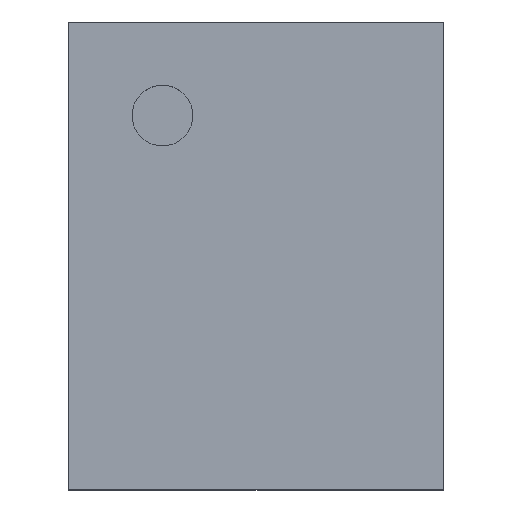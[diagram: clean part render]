
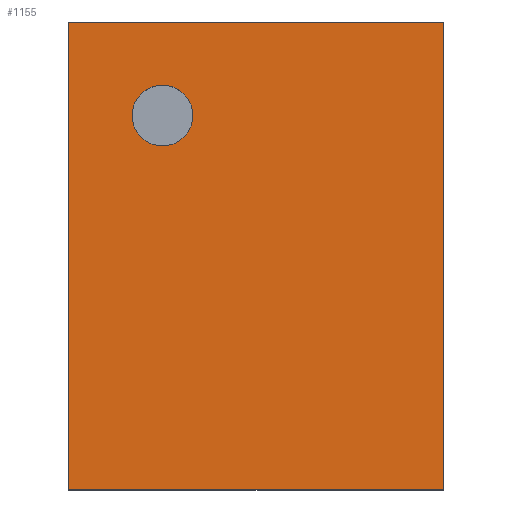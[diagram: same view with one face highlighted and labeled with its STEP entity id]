
A CAD part, top view. The second image highlights one B-rep face of the part: STEP entity #1155.
In plain terms, the highlighted planar face has unit normal (0, 0, 1).
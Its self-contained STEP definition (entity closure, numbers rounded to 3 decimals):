
#31=FACE_BOUND('',#183,.T.);
#38=PLANE('',#1251);
#110=FACE_OUTER_BOUND('',#182,.T.);
#182=EDGE_LOOP('',(#854,#855,#856,#857));
#183=EDGE_LOOP('',(#858));
#254=LINE('',#1644,#411);
#257=LINE('',#1649,#414);
#258=LINE('',#1652,#415);
#260=LINE('',#1655,#417);
#411=VECTOR('',#1336,10.);
#414=VECTOR('',#1341,10.);
#415=VECTOR('',#1344,10.);
#417=VECTOR('',#1348,10.);
#562=CIRCLE('',#1243,0.325);
#564=VERTEX_POINT('',#1625);
#570=VERTEX_POINT('',#1641);
#571=VERTEX_POINT('',#1643);
#572=VERTEX_POINT('',#1647);
#573=VERTEX_POINT('',#1651);
#670=EDGE_CURVE('',#564,#564,#562,.T.);
#678=EDGE_CURVE('',#571,#570,#254,.T.);
#681=EDGE_CURVE('',#570,#572,#257,.T.);
#682=EDGE_CURVE('',#573,#571,#258,.T.);
#684=EDGE_CURVE('',#572,#573,#260,.T.);
#854=ORIENTED_EDGE('',*,*,#681,.T.);
#855=ORIENTED_EDGE('',*,*,#684,.T.);
#856=ORIENTED_EDGE('',*,*,#682,.T.);
#857=ORIENTED_EDGE('',*,*,#678,.T.);
#858=ORIENTED_EDGE('',*,*,#670,.T.);
#1155=ADVANCED_FACE('',(#110,#31),#38,.T.);
#1243=AXIS2_PLACEMENT_3D('',#1626,#1320,#1321);
#1251=AXIS2_PLACEMENT_3D('',#1656,#1349,#1350);
#1320=DIRECTION('center_axis',(0.,0.,-1.));
#1321=DIRECTION('ref_axis',(-1.,0.,0.));
#1336=DIRECTION('',(0.,-1.,0.));
#1341=DIRECTION('',(1.,0.,0.));
#1344=DIRECTION('',(-1.,0.,0.));
#1348=DIRECTION('',(0.,1.,0.));
#1349=DIRECTION('center_axis',(0.,0.,1.));
#1350=DIRECTION('ref_axis',(1.,0.,0.));
#1625=CARTESIAN_POINT('',(-0.675,1.5,1.));
#1626=CARTESIAN_POINT('Origin',(-1.,1.5,1.));
#1641=CARTESIAN_POINT('',(-2.,-2.5,1.));
#1643=CARTESIAN_POINT('',(-2.,2.5,1.));
#1644=CARTESIAN_POINT('',(-2.,-2.5,1.));
#1647=CARTESIAN_POINT('',(2.,-2.5,1.));
#1649=CARTESIAN_POINT('',(2.,-2.5,1.));
#1651=CARTESIAN_POINT('',(2.,2.5,1.));
#1652=CARTESIAN_POINT('',(-2.,2.5,1.));
#1655=CARTESIAN_POINT('',(2.,2.5,1.));
#1656=CARTESIAN_POINT('Origin',(0.,0.,1.));
